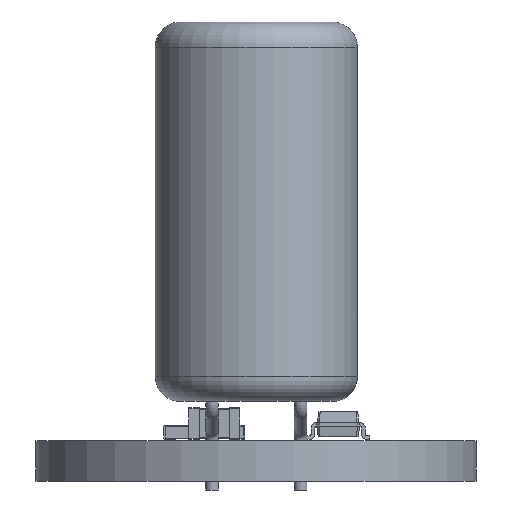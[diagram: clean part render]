
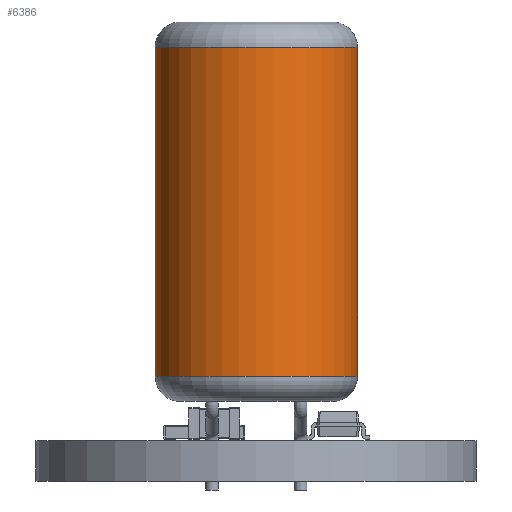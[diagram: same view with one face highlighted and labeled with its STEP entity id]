
A CAD part, left-side view. The second image highlights one B-rep face of the part: STEP entity #6386.
In plain terms, the highlighted cylindrical face has radius 4 mm (diameter 8 mm), a full revolution.
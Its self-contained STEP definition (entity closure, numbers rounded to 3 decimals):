
#6301 = EDGE_CURVE('',#6302,#6302,#6304,.T.);
#6302 = VERTEX_POINT('',#6303);
#6303 = CARTESIAN_POINT('',(-4.,0.,1.));
#6304 = SURFACE_CURVE('',#6305,(#6310,#6322),.PCURVE_S1.);
#6305 = CIRCLE('',#6306,4.);
#6306 = AXIS2_PLACEMENT_3D('',#6307,#6308,#6309);
#6307 = CARTESIAN_POINT('',(0.,0.,1.));
#6308 = DIRECTION('',(0.,0.,-1.));
#6309 = DIRECTION('',(1.,0.,0.));
#6310 = PCURVE('',#6311,#6316);
#6311 = TOROIDAL_SURFACE('',#6312,3.,1.);
#6312 = AXIS2_PLACEMENT_3D('',#6313,#6314,#6315);
#6313 = CARTESIAN_POINT('',(0.,0.,1.));
#6314 = DIRECTION('',(0.,0.,1.));
#6315 = DIRECTION('',(1.,0.,-0.));
#6316 = DEFINITIONAL_REPRESENTATION('',(#6317),#6321);
#6317 = LINE('',#6318,#6319);
#6318 = CARTESIAN_POINT('',(6.283,6.283));
#6319 = VECTOR('',#6320,1.);
#6320 = DIRECTION('',(-1.,0.));
#6321 = ( GEOMETRIC_REPRESENTATION_CONTEXT(2) 
PARAMETRIC_REPRESENTATION_CONTEXT() REPRESENTATION_CONTEXT('2D SPACE',''
  ) );
#6322 = PCURVE('',#6323,#6328);
#6323 = CYLINDRICAL_SURFACE('',#6324,4.);
#6324 = AXIS2_PLACEMENT_3D('',#6325,#6326,#6327);
#6325 = CARTESIAN_POINT('',(0.,0.,0.));
#6326 = DIRECTION('',(0.,0.,1.));
#6327 = DIRECTION('',(1.,0.,-0.));
#6328 = DEFINITIONAL_REPRESENTATION('',(#6329),#6333);
#6329 = LINE('',#6330,#6331);
#6330 = CARTESIAN_POINT('',(6.283,1.));
#6331 = VECTOR('',#6332,1.);
#6332 = DIRECTION('',(-1.,0.));
#6333 = ( GEOMETRIC_REPRESENTATION_CONTEXT(2) 
PARAMETRIC_REPRESENTATION_CONTEXT() REPRESENTATION_CONTEXT('2D SPACE',''
  ) );
#6386 = ADVANCED_FACE('',(#6387),#6323,.T.);
#6387 = FACE_BOUND('',#6388,.T.);
#6388 = EDGE_LOOP('',(#6389,#6418,#6439,#6440));
#6389 = ORIENTED_EDGE('',*,*,#6390,.F.);
#6390 = EDGE_CURVE('',#6391,#6391,#6393,.T.);
#6391 = VERTEX_POINT('',#6392);
#6392 = CARTESIAN_POINT('',(-4.,0.,14.));
#6393 = SURFACE_CURVE('',#6394,(#6399,#6406),.PCURVE_S1.);
#6394 = CIRCLE('',#6395,4.);
#6395 = AXIS2_PLACEMENT_3D('',#6396,#6397,#6398);
#6396 = CARTESIAN_POINT('',(0.,0.,14.));
#6397 = DIRECTION('',(0.,0.,1.));
#6398 = DIRECTION('',(1.,0.,-0.));
#6399 = PCURVE('',#6323,#6400);
#6400 = DEFINITIONAL_REPRESENTATION('',(#6401),#6405);
#6401 = LINE('',#6402,#6403);
#6402 = CARTESIAN_POINT('',(-6.283,14.));
#6403 = VECTOR('',#6404,1.);
#6404 = DIRECTION('',(1.,0.));
#6405 = ( GEOMETRIC_REPRESENTATION_CONTEXT(2) 
PARAMETRIC_REPRESENTATION_CONTEXT() REPRESENTATION_CONTEXT('2D SPACE',''
  ) );
#6406 = PCURVE('',#6407,#6412);
#6407 = TOROIDAL_SURFACE('',#6408,3.,1.);
#6408 = AXIS2_PLACEMENT_3D('',#6409,#6410,#6411);
#6409 = CARTESIAN_POINT('',(0.,0.,14.));
#6410 = DIRECTION('',(0.,0.,1.));
#6411 = DIRECTION('',(1.,0.,-0.));
#6412 = DEFINITIONAL_REPRESENTATION('',(#6413),#6417);
#6413 = LINE('',#6414,#6415);
#6414 = CARTESIAN_POINT('',(-6.283,0.));
#6415 = VECTOR('',#6416,1.);
#6416 = DIRECTION('',(1.,0.));
#6417 = ( GEOMETRIC_REPRESENTATION_CONTEXT(2) 
PARAMETRIC_REPRESENTATION_CONTEXT() REPRESENTATION_CONTEXT('2D SPACE',''
  ) );
#6418 = ORIENTED_EDGE('',*,*,#6419,.T.);
#6419 = EDGE_CURVE('',#6391,#6302,#6420,.T.);
#6420 = SEAM_CURVE('',#6421,(#6425,#6432),.PCURVE_S1.);
#6421 = LINE('',#6422,#6423);
#6422 = CARTESIAN_POINT('',(-4.,0.,0.));
#6423 = VECTOR('',#6424,1.);
#6424 = DIRECTION('',(0.,0.,-1.));
#6425 = PCURVE('',#6323,#6426);
#6426 = DEFINITIONAL_REPRESENTATION('',(#6427),#6431);
#6427 = LINE('',#6428,#6429);
#6428 = CARTESIAN_POINT('',(-3.142,0.));
#6429 = VECTOR('',#6430,1.);
#6430 = DIRECTION('',(0.,-1.));
#6431 = ( GEOMETRIC_REPRESENTATION_CONTEXT(2) 
PARAMETRIC_REPRESENTATION_CONTEXT() REPRESENTATION_CONTEXT('2D SPACE',''
  ) );
#6432 = PCURVE('',#6323,#6433);
#6433 = DEFINITIONAL_REPRESENTATION('',(#6434),#6438);
#6434 = LINE('',#6435,#6436);
#6435 = CARTESIAN_POINT('',(3.142,0.));
#6436 = VECTOR('',#6437,1.);
#6437 = DIRECTION('',(0.,-1.));
#6438 = ( GEOMETRIC_REPRESENTATION_CONTEXT(2) 
PARAMETRIC_REPRESENTATION_CONTEXT() REPRESENTATION_CONTEXT('2D SPACE',''
  ) );
#6439 = ORIENTED_EDGE('',*,*,#6301,.F.);
#6440 = ORIENTED_EDGE('',*,*,#6419,.F.);
